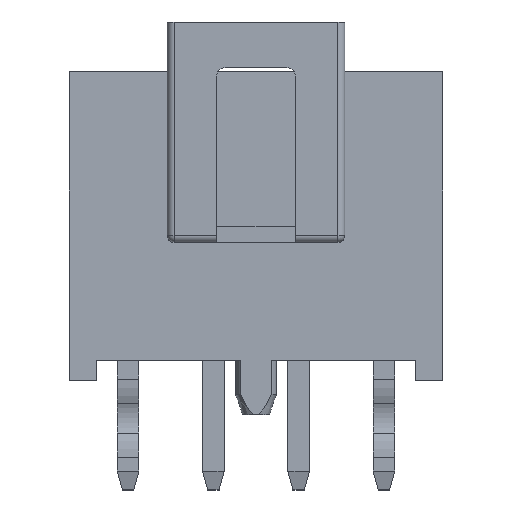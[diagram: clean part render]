
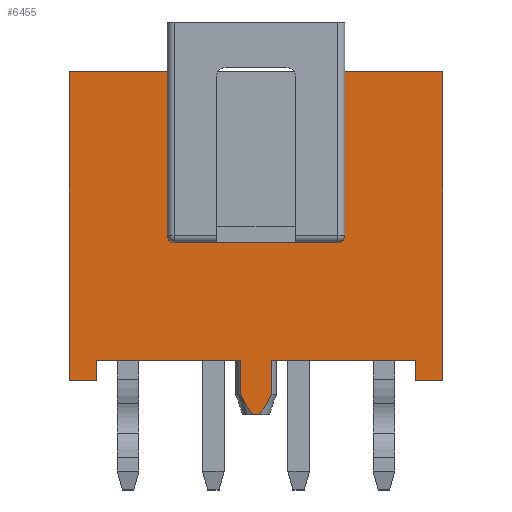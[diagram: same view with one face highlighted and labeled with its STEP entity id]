
A CAD part, top view. The second image highlights one B-rep face of the part: STEP entity #6455.
In plain terms, the highlighted planar face has unit normal (0, 0, 1).
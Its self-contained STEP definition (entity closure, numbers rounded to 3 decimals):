
#24 = VERTEX_POINT('',#25);
#25 = CARTESIAN_POINT('',(3.75,-1.,1.74)
  );
#50 = VERTEX_POINT('',#51);
#51 = CARTESIAN_POINT('',(4.197,-0.4,1.74)
  );
#58 = EDGE_CURVE('',#24,#50,#59,.T.);
#59 = B_SPLINE_CURVE_WITH_KNOTS('',3,(#60,#61,#62,#63,#64,#65,#66,#67,
    #68,#69,#70,#71,#72),.UNSPECIFIED.,.F.,.F.,(4,1,1,1,1,1,1,1,1,1,4),(
    0.,0.1,0.2,0.3,0.4,0.5,0.6,0.7,0.8,0.9,1.),.QUASI_UNIFORM_KNOTS.);
#60 = CARTESIAN_POINT('',(3.75,-1.,1.74)
  );
#61 = CARTESIAN_POINT('',(3.766,-1.,1.74)
  );
#62 = CARTESIAN_POINT('',(3.797,-0.994,1.74)
  );
#63 = CARTESIAN_POINT('',(3.844,-0.97,1.74)
  );
#64 = CARTESIAN_POINT('',(3.889,-0.932,1.74)
  );
#65 = CARTESIAN_POINT('',(3.933,-0.882,1.74)
  );
#66 = CARTESIAN_POINT('',(3.976,-0.824,1.74)
  );
#67 = CARTESIAN_POINT('',(4.018,-0.757,1.74)
  );
#68 = CARTESIAN_POINT('',(4.061,-0.681,1.74)
  );
#69 = CARTESIAN_POINT('',(4.105,-0.597,1.74)
  );
#70 = CARTESIAN_POINT('',(4.15,-0.504,1.74)
  );
#71 = CARTESIAN_POINT('',(4.181,-0.436,1.74)
  );
#72 = CARTESIAN_POINT('',(4.197,-0.4,1.74)
  );
#83 = VERTEX_POINT('',#84);
#84 = CARTESIAN_POINT('',(3.303,0.6,1.74));
#102 = VERTEX_POINT('',#103);
#103 = CARTESIAN_POINT('',(3.303,-0.4,1.74)
  );
#110 = EDGE_CURVE('',#83,#102,#111,.T.);
#111 = LINE('',#112,#113);
#112 = CARTESIAN_POINT('',(3.303,0.6,1.74));
#113 = VECTOR('',#114,1.);
#114 = DIRECTION('',(0.,-1.,
    0.));
#5907 = VERTEX_POINT('',#5908);
#5908 = CARTESIAN_POINT('',(8.42,0.,1.74));
#5914 = EDGE_CURVE('',#5915,#5907,#5917,.T.);
#5915 = VERTEX_POINT('',#5916);
#5916 = CARTESIAN_POINT('',(8.42,0.6,1.74));
#5917 = LINE('',#5918,#5919);
#5918 = CARTESIAN_POINT('',(8.42,0.6,1.74));
#5919 = VECTOR('',#5920,1.);
#5920 = DIRECTION('',(0.,-1.,0.));
#6041 = VERTEX_POINT('',#6042);
#6042 = CARTESIAN_POINT('',(9.22,9.06,1.74));
#6048 = EDGE_CURVE('',#6049,#6041,#6051,.T.);
#6049 = VERTEX_POINT('',#6050);
#6050 = CARTESIAN_POINT('',(9.22,0.,1.74));
#6051 = LINE('',#6052,#6053);
#6052 = CARTESIAN_POINT('',(9.22,0.,1.74));
#6053 = VECTOR('',#6054,1.);
#6054 = DIRECTION('',(0.,1.,0.));
#6112 = EDGE_CURVE('',#6049,#5907,#6113,.T.);
#6113 = LINE('',#6114,#6115);
#6114 = CARTESIAN_POINT('',(9.22,0.,1.74));
#6115 = VECTOR('',#6116,1.);
#6116 = DIRECTION('',(-1.,0.,0.));
#6177 = VERTEX_POINT('',#6178);
#6178 = CARTESIAN_POINT('',(-0.92,0.,1.74));
#6184 = EDGE_CURVE('',#6177,#6185,#6187,.T.);
#6185 = VERTEX_POINT('',#6186);
#6186 = CARTESIAN_POINT('',(-1.72,0.,1.74));
#6187 = LINE('',#6188,#6189);
#6188 = CARTESIAN_POINT('',(-0.92,0.,1.74));
#6189 = VECTOR('',#6190,1.);
#6190 = DIRECTION('',(-1.,0.,0.));
#6270 = EDGE_CURVE('',#6185,#6271,#6273,.T.);
#6271 = VERTEX_POINT('',#6272);
#6272 = CARTESIAN_POINT('',(-1.72,9.06,1.74));
#6273 = LINE('',#6274,#6275);
#6274 = CARTESIAN_POINT('',(-1.72,0.,1.74));
#6275 = VECTOR('',#6276,1.);
#6276 = DIRECTION('',(0.,1.,0.));
#6332 = EDGE_CURVE('',#6333,#6177,#6335,.T.);
#6333 = VERTEX_POINT('',#6334);
#6334 = CARTESIAN_POINT('',(-0.92,0.6,1.74));
#6335 = LINE('',#6336,#6337);
#6336 = CARTESIAN_POINT('',(-0.92,0.6,1.74));
#6337 = VECTOR('',#6338,1.);
#6338 = DIRECTION('',(0.,-1.,0.));
#6356 = EDGE_CURVE('',#24,#6357,#6359,.T.);
#6357 = VERTEX_POINT('',#6358);
#6358 = CARTESIAN_POINT('',(3.75,-1.,
    1.74));
#6359 = LINE('',#6360,#6361);
#6360 = CARTESIAN_POINT('',(3.75,-1.,
    1.74));
#6361 = VECTOR('',#6362,1.);
#6362 = DIRECTION('',(-1.,0.,
    -0.002));
#6398 = EDGE_CURVE('',#102,#6357,#6399,.T.);
#6399 = B_SPLINE_CURVE_WITH_KNOTS('',3,(#6400,#6401,#6402,#6403,#6404,
    #6405,#6406,#6407,#6408,#6409,#6410,#6411,#6412),.UNSPECIFIED.,.F.,
  .F.,(4,1,1,1,1,1,1,1,1,1,4),(0.,0.1,0.2,0.3,0.4,0.5,0.6,0.7,0.8,0.9,1.
    ),.QUASI_UNIFORM_KNOTS.);
#6400 = CARTESIAN_POINT('',(3.303,-0.4,1.74
    ));
#6401 = CARTESIAN_POINT('',(3.319,-0.435,
    1.74));
#6402 = CARTESIAN_POINT('',(3.35,-0.503,
    1.74));
#6403 = CARTESIAN_POINT('',(3.395,-0.596,1.74
    ));
#6404 = CARTESIAN_POINT('',(3.439,-0.68,
    1.74));
#6405 = CARTESIAN_POINT('',(3.482,-0.756,1.74
    ));
#6406 = CARTESIAN_POINT('',(3.524,-0.823,
    1.74));
#6407 = CARTESIAN_POINT('',(3.567,-0.882,
    1.74));
#6408 = CARTESIAN_POINT('',(3.611,-0.931,
    1.74));
#6409 = CARTESIAN_POINT('',(3.656,-0.97,
    1.74));
#6410 = CARTESIAN_POINT('',(3.703,-0.995,
    1.74));
#6411 = CARTESIAN_POINT('',(3.734,-1.,
    1.74));
#6412 = CARTESIAN_POINT('',(3.75,-1.,
    1.74));
#6424 = VERTEX_POINT('',#6425);
#6425 = CARTESIAN_POINT('',(4.197,0.6,1.74));
#6432 = EDGE_CURVE('',#6424,#50,#6433,.T.);
#6433 = LINE('',#6434,#6435);
#6434 = CARTESIAN_POINT('',(4.197,0.6,1.74));
#6435 = VECTOR('',#6436,1.);
#6436 = DIRECTION('',(0.,-1.,
    0.));
#6455 = ADVANCED_FACE('',(#6456),#6537,.T.);
#6456 = FACE_BOUND('',#6457,.T.);
#6457 = EDGE_LOOP('',(#6458,#6459,#6465,#6466,#6467,#6468,#6476,#6484,
    #6493,#6501,#6510,#6518,#6524,#6525,#6526,#6527,#6533,#6534,#6535,
    #6536));
#6458 = ORIENTED_EDGE('',*,*,#6432,.F.);
#6459 = ORIENTED_EDGE('',*,*,#6460,.T.);
#6460 = EDGE_CURVE('',#6424,#5915,#6461,.T.);
#6461 = LINE('',#6462,#6463);
#6462 = CARTESIAN_POINT('',(4.197,0.6,1.74));
#6463 = VECTOR('',#6464,1.);
#6464 = DIRECTION('',(1.,0.,0.));
#6465 = ORIENTED_EDGE('',*,*,#5914,.T.);
#6466 = ORIENTED_EDGE('',*,*,#6112,.F.);
#6467 = ORIENTED_EDGE('',*,*,#6048,.T.);
#6468 = ORIENTED_EDGE('',*,*,#6469,.T.);
#6469 = EDGE_CURVE('',#6041,#6470,#6472,.T.);
#6470 = VERTEX_POINT('',#6471);
#6471 = CARTESIAN_POINT('',(6.35,9.06,1.74));
#6472 = LINE('',#6473,#6474);
#6473 = CARTESIAN_POINT('',(9.22,9.06,1.74));
#6474 = VECTOR('',#6475,1.);
#6475 = DIRECTION('',(-1.,0.,0.));
#6476 = ORIENTED_EDGE('',*,*,#6477,.T.);
#6477 = EDGE_CURVE('',#6470,#6478,#6480,.T.);
#6478 = VERTEX_POINT('',#6479);
#6479 = CARTESIAN_POINT('',(6.35,4.25,1.74));
#6480 = LINE('',#6481,#6482);
#6481 = CARTESIAN_POINT('',(6.35,9.06,1.74));
#6482 = VECTOR('',#6483,1.);
#6483 = DIRECTION('',(0.,-1.,0.));
#6484 = ORIENTED_EDGE('',*,*,#6485,.T.);
#6485 = EDGE_CURVE('',#6478,#6486,#6488,.T.);
#6486 = VERTEX_POINT('',#6487);
#6487 = CARTESIAN_POINT('',(6.15,4.05,1.74));
#6488 = CIRCLE('',#6489,0.2);
#6489 = AXIS2_PLACEMENT_3D('',#6490,#6491,#6492);
#6490 = CARTESIAN_POINT('',(6.15,4.25,1.74));
#6491 = DIRECTION('',(0.,0.,-1.));
#6492 = DIRECTION('',(1.,0.,0.));
#6493 = ORIENTED_EDGE('',*,*,#6494,.T.);
#6494 = EDGE_CURVE('',#6486,#6495,#6497,.T.);
#6495 = VERTEX_POINT('',#6496);
#6496 = CARTESIAN_POINT('',(1.35,4.05,1.74));
#6497 = LINE('',#6498,#6499);
#6498 = CARTESIAN_POINT('',(6.15,4.05,1.74));
#6499 = VECTOR('',#6500,1.);
#6500 = DIRECTION('',(-1.,0.,0.));
#6501 = ORIENTED_EDGE('',*,*,#6502,.T.);
#6502 = EDGE_CURVE('',#6495,#6503,#6505,.T.);
#6503 = VERTEX_POINT('',#6504);
#6504 = CARTESIAN_POINT('',(1.15,4.25,1.74));
#6505 = CIRCLE('',#6506,0.2);
#6506 = AXIS2_PLACEMENT_3D('',#6507,#6508,#6509);
#6507 = CARTESIAN_POINT('',(1.35,4.25,1.74));
#6508 = DIRECTION('',(0.,0.,-1.));
#6509 = DIRECTION('',(0.,-1.,0.));
#6510 = ORIENTED_EDGE('',*,*,#6511,.F.);
#6511 = EDGE_CURVE('',#6512,#6503,#6514,.T.);
#6512 = VERTEX_POINT('',#6513);
#6513 = CARTESIAN_POINT('',(1.15,9.06,1.74));
#6514 = LINE('',#6515,#6516);
#6515 = CARTESIAN_POINT('',(1.15,9.06,1.74));
#6516 = VECTOR('',#6517,1.);
#6517 = DIRECTION('',(0.,-1.,0.));
#6518 = ORIENTED_EDGE('',*,*,#6519,.T.);
#6519 = EDGE_CURVE('',#6512,#6271,#6520,.T.);
#6520 = LINE('',#6521,#6522);
#6521 = CARTESIAN_POINT('',(1.15,9.06,1.74));
#6522 = VECTOR('',#6523,1.);
#6523 = DIRECTION('',(-1.,0.,0.));
#6524 = ORIENTED_EDGE('',*,*,#6270,.F.);
#6525 = ORIENTED_EDGE('',*,*,#6184,.F.);
#6526 = ORIENTED_EDGE('',*,*,#6332,.F.);
#6527 = ORIENTED_EDGE('',*,*,#6528,.T.);
#6528 = EDGE_CURVE('',#6333,#83,#6529,.T.);
#6529 = LINE('',#6530,#6531);
#6530 = CARTESIAN_POINT('',(-0.92,0.6,1.74));
#6531 = VECTOR('',#6532,1.);
#6532 = DIRECTION('',(1.,0.,0.));
#6533 = ORIENTED_EDGE('',*,*,#110,.T.);
#6534 = ORIENTED_EDGE('',*,*,#6398,.T.);
#6535 = ORIENTED_EDGE('',*,*,#6356,.F.);
#6536 = ORIENTED_EDGE('',*,*,#58,.T.);
#6537 = PLANE('',#6538);
#6538 = AXIS2_PLACEMENT_3D('',#6539,#6540,#6541);
#6539 = CARTESIAN_POINT('',(3.75,4.83,1.74));
#6540 = DIRECTION('',(0.,0.,1.));
#6541 = DIRECTION('',(-1.,0.,0.));
